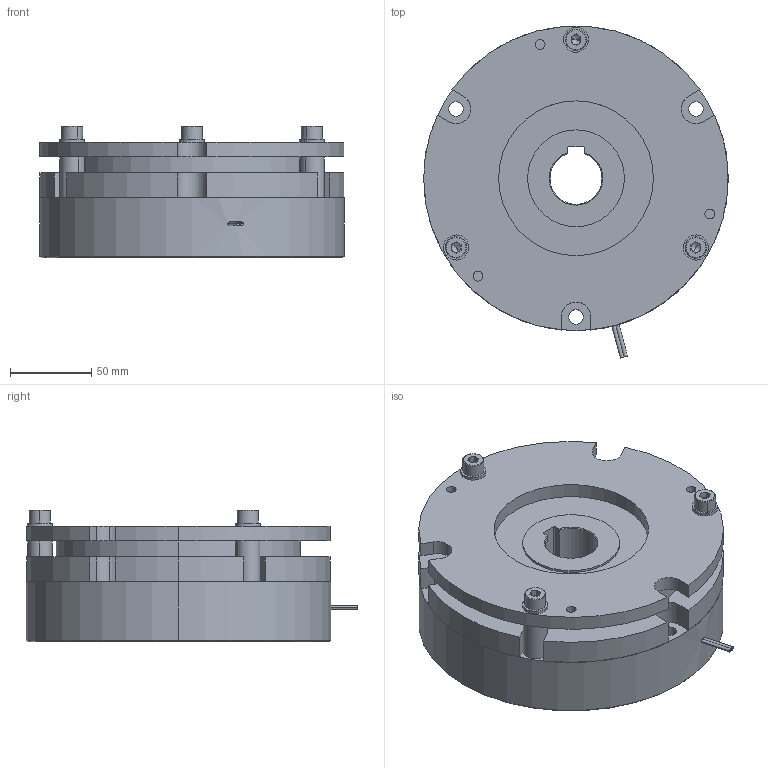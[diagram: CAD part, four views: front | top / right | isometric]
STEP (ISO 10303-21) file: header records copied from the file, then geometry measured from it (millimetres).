
FILE_DESCRIPTION (( 'STEP AP203' ), '1' );
FILE_NAME ('RNB 20G-N_23774500.STEP', '2020-01-29T05:42:38', ( '' ), ( '' ), 'SwSTEP 2.0', 'SolidWorks 2018', '' );
FILE_SCHEMA (( 'CONFIG_CONTROL_DESIGN' ));
Length unit declared in the file: millimetre
Products named in the file (1): RNB 20G-N_23774500
Bounding box: 187 x 203.71 x 81 mm (x, y, z)
Volume: 1592883 mm3; surface area: 217527.8 mm2
Topology: 1 solids, 1 shells, 235 faces, 573 edges, 360 vertices
Faces by surface type: cylinder 106, plane 97, cone 22, torus 10
Entity records: 7060 total; most frequent: DIRECTION 1293, CARTESIAN_POINT 1245, ORIENTED_EDGE 1126, EDGE_CURVE 563, AXIS2_PLACEMENT_3D 504, VERTEX_POINT 360, VECTOR 285, LINE 285
